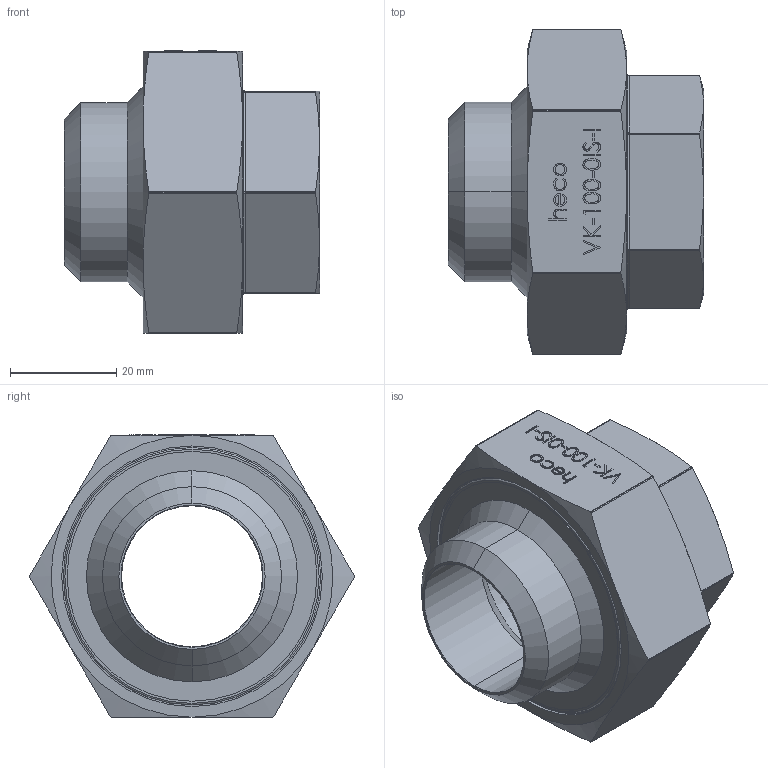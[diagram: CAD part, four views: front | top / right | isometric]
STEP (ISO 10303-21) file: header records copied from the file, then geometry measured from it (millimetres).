
FILE_DESCRIPTION (( 'STEP AP214' ), '1' );
FILE_NAME ('heco_VK-100-0IS-I.STEP', '2016-09-23T13:24:09', ( '' ), ( '' ), 'SwSTEP 2.0', 'SolidWorks 2016', '' );
FILE_SCHEMA (( 'AUTOMOTIVE_DESIGN' ));
Length unit declared in the file: millimetre
Products named in the file (1): heco_VK-100-0IS-I
Bounding box: 48 x 61.11 x 53.1 mm (x, y, z)
Volume: 42117.1 mm3; surface area: 15016 mm2
Topology: 1 solids, 1 shells, 268 faces, 670 edges, 426 vertices
Faces by surface type: plane 101, bspline 83, cylinder 50, cone 32, torus 2
Entity records: 14186 total; most frequent: CARTESIAN_POINT 6870, ORIENTED_EDGE 1328, DIRECTION 840, EDGE_CURVE 664, VERTEX_POINT 426, LINE 336, VECTOR 336, EDGE_LOOP 298
